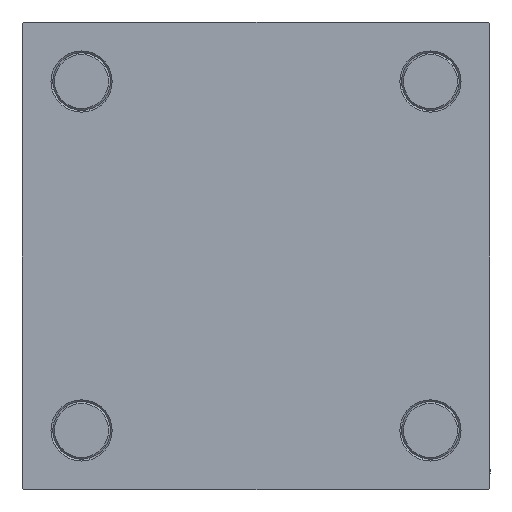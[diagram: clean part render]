
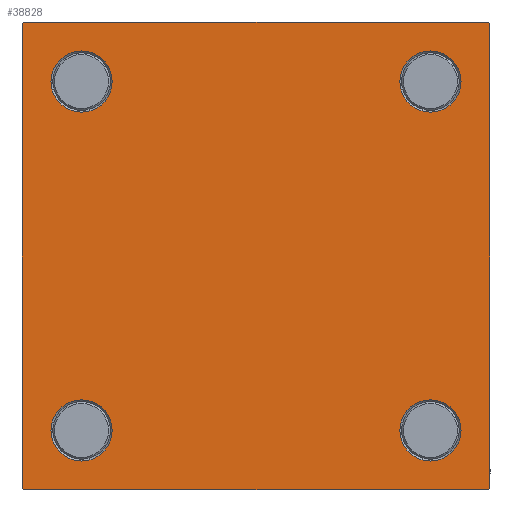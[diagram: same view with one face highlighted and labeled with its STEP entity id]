
A CAD part, left-side view. The second image highlights one B-rep face of the part: STEP entity #38828.
In plain terms, the highlighted planar face has unit normal (-1, 0, 0).
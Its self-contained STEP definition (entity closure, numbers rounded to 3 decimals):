
#811 = DIRECTION ( 'NONE',  ( 0., -0.707, 0.707 ) ) ;
#1357 = ORIENTED_EDGE ( 'NONE', *, *, #32410, .T. ) ;
#1489 = VERTEX_POINT ( 'NONE', #9750 ) ;
#1558 = CARTESIAN_POINT ( 'NONE',  ( 0., 48.45, -48.45 ) ) ;
#1821 = CARTESIAN_POINT ( 'NONE',  ( 0., 64.5, 65. ) ) ;
#2111 = EDGE_CURVE ( 'NONE', #18417, #28019, #20476, .T. ) ;
#2193 = DIRECTION ( 'NONE',  ( 0., 0., -1. ) ) ;
#2436 = AXIS2_PLACEMENT_3D ( 'NONE', #1558, #24760, #29349 ) ;
#2472 = EDGE_CURVE ( 'NONE', #20890, #29419, #6022, .T. ) ;
#2488 = DIRECTION ( 'NONE',  ( 1., 0., 0. ) ) ;
#2943 = CIRCLE ( 'NONE', #34732, 8.5 ) ;
#3110 = EDGE_LOOP ( 'NONE', ( #48844, #1357 ) ) ;
#3578 = DIRECTION ( 'NONE',  ( 1., 0., 0. ) ) ;
#3734 = CIRCLE ( 'NONE', #42073, 8.5 ) ;
#4071 = CARTESIAN_POINT ( 'NONE',  ( 0., 48.45, 48.45 ) ) ;
#4111 = CIRCLE ( 'NONE', #13899, 8.5 ) ;
#4425 = CARTESIAN_POINT ( 'NONE',  ( 0., -48.45, 48.45 ) ) ;
#4632 = CARTESIAN_POINT ( 'NONE',  ( 0., 48.45, -39.95 ) ) ;
#5075 = DIRECTION ( 'NONE',  ( 1., 0., 0. ) ) ;
#5919 = VERTEX_POINT ( 'NONE', #4632 ) ;
#6022 = LINE ( 'NONE', #37135, #24547 ) ;
#6150 = EDGE_CURVE ( 'NONE', #8641, #41271, #17846, .T. ) ;
#7998 = FACE_BOUND ( 'NONE', #3110, .T. ) ;
#8641 = VERTEX_POINT ( 'NONE', #38419 ) ;
#8784 = CARTESIAN_POINT ( 'NONE',  ( 0., 48.45, 48.45 ) ) ;
#8821 = EDGE_CURVE ( 'NONE', #35204, #31734, #19045, .T. ) ;
#9311 = CARTESIAN_POINT ( 'NONE',  ( 0., 65., 65. ) ) ;
#9558 = LINE ( 'NONE', #9311, #13756 ) ;
#9750 = CARTESIAN_POINT ( 'NONE',  ( 0., -64.5, -65. ) ) ;
#10341 = LINE ( 'NONE', #26394, #27906 ) ;
#10804 = FACE_OUTER_BOUND ( 'NONE', #47761, .T. ) ;
#10840 = ORIENTED_EDGE ( 'NONE', *, *, #2472, .T. ) ;
#10883 = CARTESIAN_POINT ( 'NONE',  ( 0., -48.45, 39.95 ) ) ;
#10924 = CARTESIAN_POINT ( 'NONE',  ( 0., 64.5, -65. ) ) ;
#12037 = CARTESIAN_POINT ( 'NONE',  ( 0., -64.75, -64.75 ) ) ;
#12563 = EDGE_LOOP ( 'NONE', ( #21444, #44943 ) ) ;
#12705 = EDGE_CURVE ( 'NONE', #30285, #23360, #19195, .T. ) ;
#13403 = EDGE_CURVE ( 'NONE', #31734, #35204, #2943, .T. ) ;
#13626 = VECTOR ( 'NONE', #811, 1000. ) ;
#13756 = VECTOR ( 'NONE', #48334, 1000. ) ;
#13899 = AXIS2_PLACEMENT_3D ( 'NONE', #38193, #14737, #34380 ) ;
#14737 = DIRECTION ( 'NONE',  ( 1., 0., 0. ) ) ;
#14999 = CARTESIAN_POINT ( 'NONE',  ( 0., 65., -65. ) ) ;
#15134 = LINE ( 'NONE', #34026, #20007 ) ;
#15142 = CARTESIAN_POINT ( 'NONE',  ( 0., 0., 0. ) ) ;
#15391 = PLANE ( 'NONE',  #28628 ) ;
#15410 = EDGE_CURVE ( 'NONE', #41924, #20890, #15134, .T. ) ;
#16095 = ORIENTED_EDGE ( 'NONE', *, *, #28762, .F. ) ;
#16233 = VERTEX_POINT ( 'NONE', #10924 ) ;
#16382 = ORIENTED_EDGE ( 'NONE', *, *, #26714, .T. ) ;
#16385 = DIRECTION ( 'NONE',  ( 1., 0., 0. ) ) ;
#16936 = DIRECTION ( 'NONE',  ( 1., 0., 0. ) ) ;
#17327 = EDGE_CURVE ( 'NONE', #23360, #30285, #3734, .T. ) ;
#17846 = LINE ( 'NONE', #48980, #32833 ) ;
#18417 = VERTEX_POINT ( 'NONE', #28826 ) ;
#19045 = CIRCLE ( 'NONE', #38616, 8.5 ) ;
#19195 = CIRCLE ( 'NONE', #35502, 8.5 ) ;
#19433 = LINE ( 'NONE', #12037, #13626 ) ;
#19975 = EDGE_CURVE ( 'NONE', #1489, #40731, #19433, .T. ) ;
#20007 = VECTOR ( 'NONE', #37585, 1000. ) ;
#20157 = CARTESIAN_POINT ( 'NONE',  ( 0., 48.45, 39.95 ) ) ;
#20476 = CIRCLE ( 'NONE', #40841, 8.5 ) ;
#20890 = VERTEX_POINT ( 'NONE', #46806 ) ;
#21444 = ORIENTED_EDGE ( 'NONE', *, *, #13403, .T. ) ;
#21859 = CARTESIAN_POINT ( 'NONE',  ( 0., -48.45, 48.45 ) ) ;
#22549 = DIRECTION ( 'NONE',  ( 0., 0., 1. ) ) ;
#23214 = DIRECTION ( 'NONE',  ( 0., 0., 1. ) ) ;
#23360 = VERTEX_POINT ( 'NONE', #10883 ) ;
#23548 = DIRECTION ( 'NONE',  ( -1., 0., 0. ) ) ;
#24114 = ORIENTED_EDGE ( 'NONE', *, *, #6150, .T. ) ;
#24292 = EDGE_LOOP ( 'NONE', ( #24973, #31472 ) ) ;
#24547 = VECTOR ( 'NONE', #2193, 1000. ) ;
#24760 = DIRECTION ( 'NONE',  ( 1., 0., 0. ) ) ;
#24973 = ORIENTED_EDGE ( 'NONE', *, *, #12705, .T. ) ;
#25094 = DIRECTION ( 'NONE',  ( 0., 0., 1. ) ) ;
#25329 = DIRECTION ( 'NONE',  ( 0., 0., 1. ) ) ;
#25465 = CARTESIAN_POINT ( 'NONE',  ( 0., -48.45, 56.95 ) ) ;
#26331 = ORIENTED_EDGE ( 'NONE', *, *, #40548, .F. ) ;
#26394 = CARTESIAN_POINT ( 'NONE',  ( 0., -65., 65. ) ) ;
#26714 = EDGE_CURVE ( 'NONE', #28019, #18417, #33404, .T. ) ;
#27125 = FACE_BOUND ( 'NONE', #12563, .T. ) ;
#27295 = CARTESIAN_POINT ( 'NONE',  ( 0., -48.45, -48.45 ) ) ;
#27906 = VECTOR ( 'NONE', #41465, 1000. ) ;
#28019 = VERTEX_POINT ( 'NONE', #20157 ) ;
#28628 = AXIS2_PLACEMENT_3D ( 'NONE', #15142, #23548, #22549 ) ;
#28762 = EDGE_CURVE ( 'NONE', #41924, #41271, #9558, .T. ) ;
#28826 = CARTESIAN_POINT ( 'NONE',  ( 0., 48.45, 56.95 ) ) ;
#29224 = ORIENTED_EDGE ( 'NONE', *, *, #31108, .T. ) ;
#29349 = DIRECTION ( 'NONE',  ( 0., 0., 1. ) ) ;
#29419 = VERTEX_POINT ( 'NONE', #40769 ) ;
#30285 = VERTEX_POINT ( 'NONE', #25465 ) ;
#30287 = ORIENTED_EDGE ( 'NONE', *, *, #19975, .T. ) ;
#31108 = EDGE_CURVE ( 'NONE', #16233, #1489, #42285, .T. ) ;
#31472 = ORIENTED_EDGE ( 'NONE', *, *, #17327, .T. ) ;
#31734 = VERTEX_POINT ( 'NONE', #45501 ) ;
#31765 = EDGE_CURVE ( 'NONE', #5919, #44317, #46406, .T. ) ;
#32410 = EDGE_CURVE ( 'NONE', #44317, #5919, #4111, .T. ) ;
#32557 = AXIS2_PLACEMENT_3D ( 'NONE', #8784, #16936, #25094 ) ;
#32833 = VECTOR ( 'NONE', #33932, 1000. ) ;
#33404 = CIRCLE ( 'NONE', #32557, 8.5 ) ;
#33932 = DIRECTION ( 'NONE',  ( 0., 0.707, 0.707 ) ) ;
#34026 = CARTESIAN_POINT ( 'NONE',  ( 0., 64.75, 64.75 ) ) ;
#34054 = ORIENTED_EDGE ( 'NONE', *, *, #2111, .T. ) ;
#34380 = DIRECTION ( 'NONE',  ( 0., 0., 1. ) ) ;
#34732 = AXIS2_PLACEMENT_3D ( 'NONE', #49309, #37566, #25329 ) ;
#34796 = FACE_BOUND ( 'NONE', #24292, .T. ) ;
#35204 = VERTEX_POINT ( 'NONE', #46025 ) ;
#35467 = CARTESIAN_POINT ( 'NONE',  ( 0., 64.75, -64.75 ) ) ;
#35502 = AXIS2_PLACEMENT_3D ( 'NONE', #4425, #16385, #43433 ) ;
#35697 = DIRECTION ( 'NONE',  ( 0., 0., 1. ) ) ;
#36200 = LINE ( 'NONE', #35467, #49289 ) ;
#36651 = VECTOR ( 'NONE', #49695, 1000. ) ;
#37135 = CARTESIAN_POINT ( 'NONE',  ( 0., 65., 65. ) ) ;
#37566 = DIRECTION ( 'NONE',  ( 1., 0., 0. ) ) ;
#37585 = DIRECTION ( 'NONE',  ( 0., 0.707, -0.707 ) ) ;
#37671 = DIRECTION ( 'NONE',  ( 0., 0., 1. ) ) ;
#38193 = CARTESIAN_POINT ( 'NONE',  ( 0., 48.45, -48.45 ) ) ;
#38419 = CARTESIAN_POINT ( 'NONE',  ( 0., -65., 64.5 ) ) ;
#38616 = AXIS2_PLACEMENT_3D ( 'NONE', #27295, #3578, #23214 ) ;
#38828 = ADVANCED_FACE ( 'NONE', ( #34796, #27125, #7998, #46513, #10804 ), #15391, .T. ) ;
#40548 = EDGE_CURVE ( 'NONE', #8641, #40731, #10341, .T. ) ;
#40731 = VERTEX_POINT ( 'NONE', #48544 ) ;
#40769 = CARTESIAN_POINT ( 'NONE',  ( 0., 65., -64.5 ) ) ;
#40841 = AXIS2_PLACEMENT_3D ( 'NONE', #4071, #5075, #35697 ) ;
#41271 = VERTEX_POINT ( 'NONE', #43527 ) ;
#41465 = DIRECTION ( 'NONE',  ( 0., 0., -1. ) ) ;
#41924 = VERTEX_POINT ( 'NONE', #1821 ) ;
#42073 = AXIS2_PLACEMENT_3D ( 'NONE', #21859, #2488, #37671 ) ;
#42285 = LINE ( 'NONE', #14999, #36651 ) ;
#43433 = DIRECTION ( 'NONE',  ( 0., 0., 1. ) ) ;
#43527 = CARTESIAN_POINT ( 'NONE',  ( 0., -64.5, 65. ) ) ;
#44191 = ORIENTED_EDGE ( 'NONE', *, *, #46740, .T. ) ;
#44317 = VERTEX_POINT ( 'NONE', #46247 ) ;
#44943 = ORIENTED_EDGE ( 'NONE', *, *, #8821, .T. ) ;
#45501 = CARTESIAN_POINT ( 'NONE',  ( 0., -48.45, -39.95 ) ) ;
#46025 = CARTESIAN_POINT ( 'NONE',  ( 0., -48.45, -56.95 ) ) ;
#46247 = CARTESIAN_POINT ( 'NONE',  ( 0., 48.45, -56.95 ) ) ;
#46406 = CIRCLE ( 'NONE', #2436, 8.5 ) ;
#46513 = FACE_BOUND ( 'NONE', #48669, .T. ) ;
#46740 = EDGE_CURVE ( 'NONE', #29419, #16233, #36200, .T. ) ;
#46806 = CARTESIAN_POINT ( 'NONE',  ( 0., 65., 64.5 ) ) ;
#47187 = DIRECTION ( 'NONE',  ( 0., -0.707, -0.707 ) ) ;
#47761 = EDGE_LOOP ( 'NONE', ( #10840, #44191, #29224, #30287, #26331, #24114, #16095, #48716 ) ) ;
#48334 = DIRECTION ( 'NONE',  ( 0., -1., 0. ) ) ;
#48544 = CARTESIAN_POINT ( 'NONE',  ( 0., -65., -64.5 ) ) ;
#48669 = EDGE_LOOP ( 'NONE', ( #34054, #16382 ) ) ;
#48716 = ORIENTED_EDGE ( 'NONE', *, *, #15410, .T. ) ;
#48844 = ORIENTED_EDGE ( 'NONE', *, *, #31765, .T. ) ;
#48980 = CARTESIAN_POINT ( 'NONE',  ( 0., -64.75, 64.75 ) ) ;
#49289 = VECTOR ( 'NONE', #47187, 1000. ) ;
#49309 = CARTESIAN_POINT ( 'NONE',  ( 0., -48.45, -48.45 ) ) ;
#49695 = DIRECTION ( 'NONE',  ( 0., -1., 0. ) ) ;
